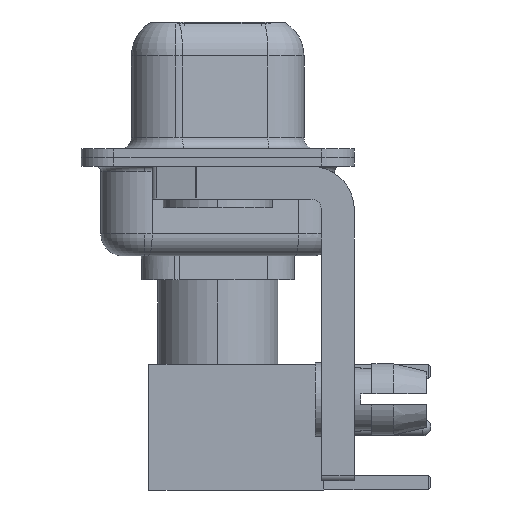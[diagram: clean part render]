
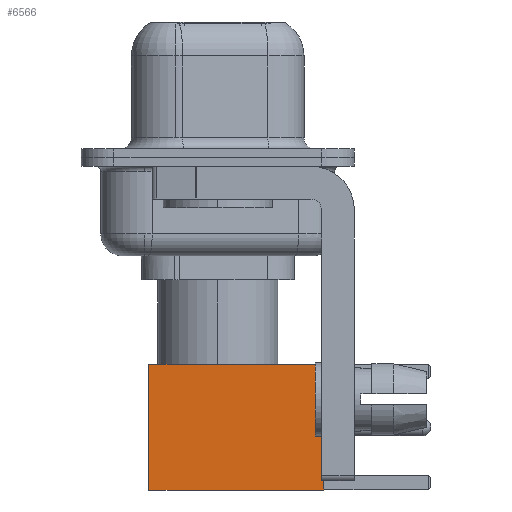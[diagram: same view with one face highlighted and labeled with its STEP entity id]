
A CAD part, left-side view. The second image highlights one B-rep face of the part: STEP entity #6566.
In plain terms, the highlighted face is planar.
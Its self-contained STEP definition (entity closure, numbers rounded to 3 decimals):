
#4 = PLANE ( 'NONE',  #11333 ) ;
#42 = EDGE_CURVE ( 'NONE', #19311, #5619, #9840, .T. ) ;
#406 = CARTESIAN_POINT ( 'NONE',  ( -2.875, 2.875, 8. ) ) ;
#498 = CARTESIAN_POINT ( 'NONE',  ( -2.875, 2.875, 0. ) ) ;
#789 = ORIENTED_EDGE ( 'NONE', *, *, #16227, .T. ) ;
#1545 = FACE_OUTER_BOUND ( 'NONE', #12939, .T. ) ;
#1618 = ORIENTED_EDGE ( 'NONE', *, *, #7938, .F. ) ;
#2674 = VECTOR ( 'NONE', #10451, 1000. ) ;
#4809 = DIRECTION ( 'NONE',  ( 0., 0., 1. ) ) ;
#4855 = CARTESIAN_POINT ( 'NONE',  ( 0., 2.875, 0. ) ) ;
#4991 = CARTESIAN_POINT ( 'NONE',  ( -2.875, 2.875, 0. ) ) ;
#5619 = VERTEX_POINT ( 'NONE', #406 ) ;
#6032 = VECTOR ( 'NONE', #14916, 1000. ) ;
#6566 = ADVANCED_FACE ( 'NONE', ( #1545 ), #4, .T. ) ;
#7242 = CARTESIAN_POINT ( 'NONE',  ( 2.875, 2.875, 0. ) ) ;
#7260 = LINE ( 'NONE', #498, #2674 ) ;
#7363 = VERTEX_POINT ( 'NONE', #4991 ) ;
#7938 = EDGE_CURVE ( 'NONE', #5619, #7363, #7260, .T. ) ;
#9738 = DIRECTION ( 'NONE',  ( 0., 1., 0. ) ) ;
#9840 = LINE ( 'NONE', #21516, #18819 ) ;
#10451 = DIRECTION ( 'NONE',  ( 0., 0., -1. ) ) ;
#11159 = CARTESIAN_POINT ( 'NONE',  ( 2.875, 2.875, 0. ) ) ;
#11333 = AXIS2_PLACEMENT_3D ( 'NONE', #11159, #9738, #4809 ) ;
#12309 = VECTOR ( 'NONE', #19438, 1000. ) ;
#12781 = LINE ( 'NONE', #16058, #12309 ) ;
#12939 = EDGE_LOOP ( 'NONE', ( #789, #21238, #1618, #13796 ) ) ;
#13324 = DIRECTION ( 'NONE',  ( -1., 0., 0. ) ) ;
#13424 = VERTEX_POINT ( 'NONE', #7242 ) ;
#13796 = ORIENTED_EDGE ( 'NONE', *, *, #42, .F. ) ;
#14916 = DIRECTION ( 'NONE',  ( -1., 0., 0. ) ) ;
#16058 = CARTESIAN_POINT ( 'NONE',  ( 2.875, 2.875, 0. ) ) ;
#16227 = EDGE_CURVE ( 'NONE', #19311, #13424, #12781, .T. ) ;
#17501 = EDGE_CURVE ( 'NONE', #13424, #7363, #20032, .T. ) ;
#18819 = VECTOR ( 'NONE', #13324, 1000. ) ;
#19311 = VERTEX_POINT ( 'NONE', #20692 ) ;
#19438 = DIRECTION ( 'NONE',  ( 0., 0., -1. ) ) ;
#20032 = LINE ( 'NONE', #4855, #6032 ) ;
#20692 = CARTESIAN_POINT ( 'NONE',  ( 2.875, 2.875, 8. ) ) ;
#21238 = ORIENTED_EDGE ( 'NONE', *, *, #17501, .T. ) ;
#21516 = CARTESIAN_POINT ( 'NONE',  ( 0., 2.875, 8. ) ) ;
